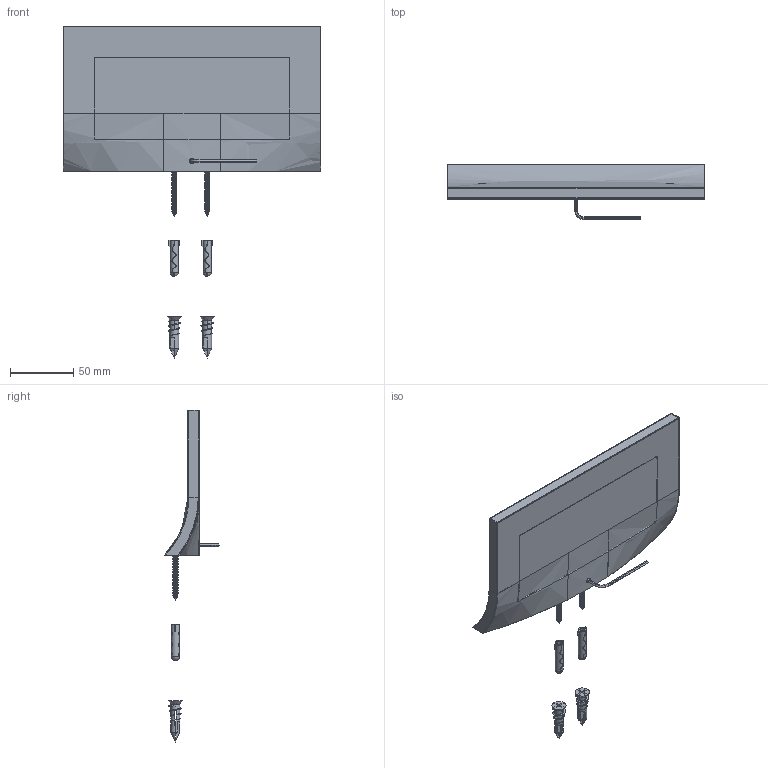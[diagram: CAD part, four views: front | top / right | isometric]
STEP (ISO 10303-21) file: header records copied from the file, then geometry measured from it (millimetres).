
FILE_DESCRIPTION((''),'2;1');
FILE_NAME('4705-8_ASM','2010-12-17T',('rameshkumark'),(''),'PRO/ENGINEER BY PARAMETRIC TECHNOLOGY CORPORATION, 2009300','PRO/ENGINEER BY PARAMETRIC TECHNOLOGY CORPORATION, 2009300','');
FILE_SCHEMA(('CONFIG_CONTROL_DESIGN'));
Length unit declared in the file: inch
Products named in the file (9): 40419; 92437; 92274; 91479; 91460; 1-206_47XX_ASM; 92001; 10192; 4705-8_ASM
Assembly tree (11 placements, depth 3):
  4705-8_ASM
    40419
    92437
    1-206_47XX_ASM
      92274  x2
      91479  x2
      91460  x2
    92001
    10192
Bounding box: 203.2 x 43.64 x 261.51 mm (x, y, z)
Volume: 137403.7 mm3; surface area: 143001.5 mm2
Topology: 14 solids, 17 shells, 720 faces, 1797 edges, 1102 vertices
Faces by surface type: torus 212, plane 201, bspline 139, cylinder 88, cone 60, sphere 12, extrusion 8
Entity records: 23376 total; most frequent: CARTESIAN_POINT 11556, ORIENTED_EDGE 2500, DIRECTION 2334, EDGE_CURVE 1273, AXIS2_PLACEMENT_3D 920, VERTEX_POINT 785, EDGE_LOOP 531, FACE_OUTER_BOUND 512
